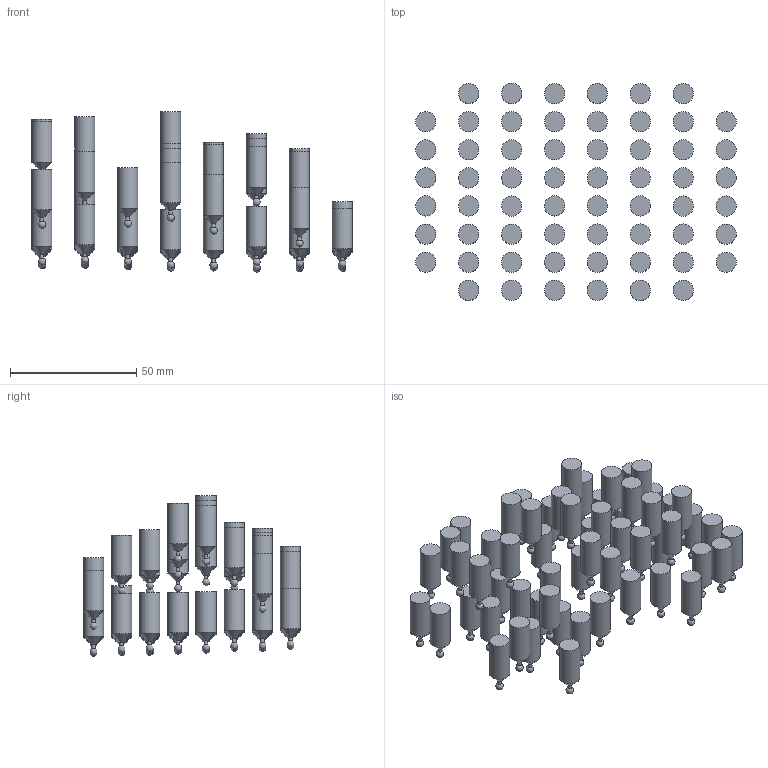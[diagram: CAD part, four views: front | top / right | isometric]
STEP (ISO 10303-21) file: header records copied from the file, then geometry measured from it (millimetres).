
FILE_DESCRIPTION(('Open CASCADE Model'),'2;1');
FILE_NAME('Open CASCADE Shape Model','2025-05-15T16:17:29',('Author'),( 'Open CASCADE'),'Open CASCADE STEP processor 7.7','Open CASCADE 7.7' ,'Unknown');
FILE_SCHEMA(('AUTOMOTIVE_DESIGN { 1 0 10303 214 1 1 1 1 }'));
Length unit declared in the file: millimetre
Products named in the file (61): Open CASCADE STEP translator 7.7 1; Open CASCADE STEP translator 7.7 1.1; Open CASCADE STEP translator 7.7 1.2; Open CASCADE STEP translator 7.7 1.3; Open CASCADE STEP translator 7.7 1.4; Open CASCADE STEP translator 7.7 1.5; Open CASCADE STEP translator 7.7 1.6; Open CASCADE STEP translator 7.7 1.7; Open CASCADE STEP translator 7.7 1.8; Open CASCADE STEP translator 7.7 1.9; Open CASCADE STEP translator 7.7 1.10; Open CASCADE STEP translator 7.7 1.11; Open CASCADE STEP translator 7.7 1.12; Open CASCADE STEP translator 7.7 1.13; Open CASCADE STEP translator 7.7 1.14; Open CASCADE STEP translator 7.7 1.15; Open CASCADE STEP translator 7.7 1.16; Open CASCADE STEP translator 7.7 1.17; Open CASCADE STEP translator 7.7 1.18; Open CASCADE STEP translator 7.7 1.19; Open CASCADE STEP translator 7.7 1.20; Open CASCADE STEP translator 7.7 1.21; Open CASCADE STEP translator 7.7 1.22; Open CASCADE STEP translator 7.7 1.23; Open CASCADE STEP translator 7.7 1.24; Open CASCADE STEP translator 7.7 1.25; Open CASCADE STEP translator 7.7 1.26; Open CASCADE STEP translator 7.7 1.27; Open CASCADE STEP translator 7.7 1.28; Open CASCADE STEP translator 7.7 1.29; Open CASCADE STEP translator 7.7 1.30; Open CASCADE STEP translator 7.7 1.31; Open CASCADE STEP translator 7.7 1.32; Open CASCADE STEP translator 7.7 1.33; Open CASCADE STEP translator 7.7 1.34; Open CASCADE STEP translator 7.7 1.35; Open CASCADE STEP translator 7.7 1.36; Open CASCADE STEP translator 7.7 1.37; Open CASCADE STEP translator 7.7 1.38; Open CASCADE STEP translator 7.7 1.39 ...
Assembly tree (60 placements, depth 2):
  Open CASCADE STEP translator 7.7 1
    Open CASCADE STEP translator 7.7 1.1
    Open CASCADE STEP translator 7.7 1.2
    Open CASCADE STEP translator 7.7 1.3
    Open CASCADE STEP translator 7.7 1.4
    Open CASCADE STEP translator 7.7 1.5
    Open CASCADE STEP translator 7.7 1.6
    Open CASCADE STEP translator 7.7 1.7
    Open CASCADE STEP translator 7.7 1.8
    Open CASCADE STEP translator 7.7 1.9
    Open CASCADE STEP translator 7.7 1.10
    Open CASCADE STEP translator 7.7 1.11
    Open CASCADE STEP translator 7.7 1.12
    Open CASCADE STEP translator 7.7 1.13
    Open CASCADE STEP translator 7.7 1.14
    Open CASCADE STEP translator 7.7 1.15
    Open CASCADE STEP translator 7.7 1.16
    Open CASCADE STEP translator 7.7 1.17
    Open CASCADE STEP translator 7.7 1.18
    Open CASCADE STEP translator 7.7 1.19
    Open CASCADE STEP translator 7.7 1.20
    Open CASCADE STEP translator 7.7 1.21
    Open CASCADE STEP translator 7.7 1.22
    Open CASCADE STEP translator 7.7 1.23
    Open CASCADE STEP translator 7.7 1.24
    Open CASCADE STEP translator 7.7 1.25
    Open CASCADE STEP translator 7.7 1.26
    Open CASCADE STEP translator 7.7 1.27
    Open CASCADE STEP translator 7.7 1.28
    Open CASCADE STEP translator 7.7 1.29
    Open CASCADE STEP translator 7.7 1.30
    Open CASCADE STEP translator 7.7 1.31
    Open CASCADE STEP translator 7.7 1.32
    Open CASCADE STEP translator 7.7 1.33
    Open CASCADE STEP translator 7.7 1.34
    Open CASCADE STEP translator 7.7 1.35
    Open CASCADE STEP translator 7.7 1.36
    Open CASCADE STEP translator 7.7 1.37
    Open CASCADE STEP translator 7.7 1.38
    Open CASCADE STEP translator 7.7 1.39
    Open CASCADE STEP translator 7.7 1.40
    Open CASCADE STEP translator 7.7 1.41
    Open CASCADE STEP translator 7.7 1.42
    Open CASCADE STEP translator 7.7 1.43
    Open CASCADE STEP translator 7.7 1.44
    Open CASCADE STEP translator 7.7 1.45
    Open CASCADE STEP translator 7.7 1.46
    Open CASCADE STEP translator 7.7 1.47
    Open CASCADE STEP translator 7.7 1.48
    Open CASCADE STEP translator 7.7 1.49
    Open CASCADE STEP translator 7.7 1.50
    Open CASCADE STEP translator 7.7 1.51
    Open CASCADE STEP translator 7.7 1.52
    Open CASCADE STEP translator 7.7 1.53
    Open CASCADE STEP translator 7.7 1.54
    Open CASCADE STEP translator 7.7 1.55
    Open CASCADE STEP translator 7.7 1.56
    Open CASCADE STEP translator 7.7 1.57
    Open CASCADE STEP translator 7.7 1.58
    Open CASCADE STEP translator 7.7 1.59
Bounding box: 126.89 x 85.93 x 63.67 mm (x, y, z)
Volume: 53240.9 mm3; surface area: 33251.7 mm2
Topology: 60 solids, 60 shells, 300 faces, 540 edges, 300 vertices
Faces by surface type: cylinder 120, cone 60, sphere 60, plane 60
Full cylindrical faces by diameter (mm): 1.5 x60, 8 x60
Entity records: 13936 total; most frequent: DIRECTION 2282, CARTESIAN_POINT 2281, ORIENTED_EDGE 960, PCURVE 960, DEFINITIONAL_REPRESENTATION 960, LINE 900, VECTOR 900, AXIS2_PLACEMENT_3D 661
